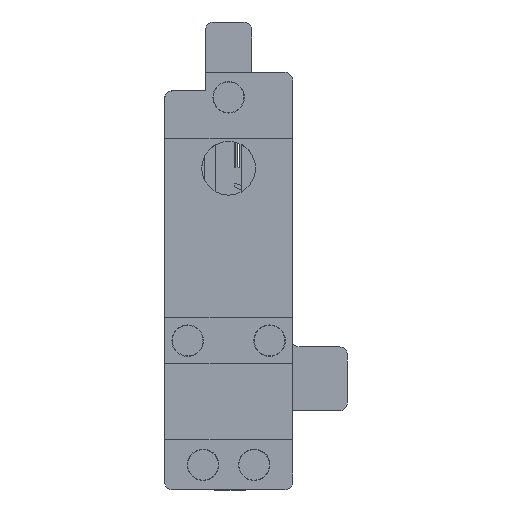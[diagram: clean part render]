
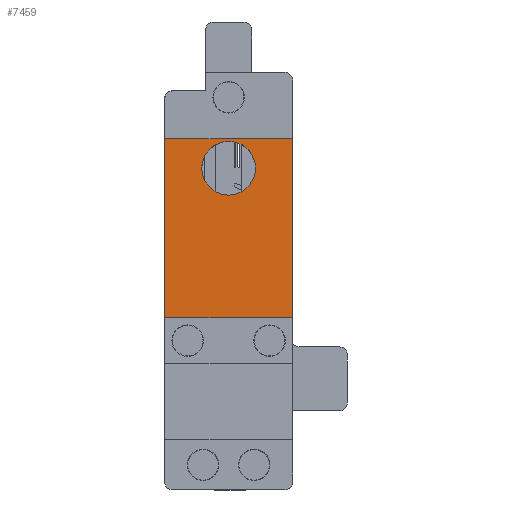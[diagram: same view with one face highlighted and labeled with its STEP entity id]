
A CAD part, front view. The second image highlights one B-rep face of the part: STEP entity #7459.
In plain terms, the highlighted planar face has unit normal (0, -1, 0).
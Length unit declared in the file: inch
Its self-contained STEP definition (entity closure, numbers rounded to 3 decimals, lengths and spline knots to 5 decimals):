
#44 = FACE_OUTER_BOUND ( 'NONE', #12501, .T. ) ;
#352 = DIRECTION ( 'NONE',  ( 0., 1., 0. ) ) ;
#451 = DIRECTION ( 'NONE',  ( 1., 0., 0. ) ) ;
#1048 = DIRECTION ( 'NONE',  ( 1., 0., 0. ) ) ;
#1366 = CARTESIAN_POINT ( 'NONE',  ( -0.11546, -0.17005, 0.20808 ) ) ;
#1722 = DIRECTION ( 'NONE',  ( 0., 0., -1. ) ) ;
#1821 = CARTESIAN_POINT ( 'NONE',  ( -0.36546, -0.17005, -0.14192 ) ) ;
#1935 = CARTESIAN_POINT ( 'NONE',  ( -0.11546, -0.17005, 0.55808 ) ) ;
#1955 = DIRECTION ( 'NONE',  ( 0., 0., 1. ) ) ;
#2123 = AXIS2_PLACEMENT_3D ( 'NONE', #13645, #7319, #1048 ) ;
#2386 = EDGE_CURVE ( 'NONE', #7704, #10627, #12929, .T. ) ;
#2767 = EDGE_CURVE ( 'NONE', #4699, #11240, #4334, .T. ) ;
#2850 = FACE_BOUND ( 'NONE', #3116, .T. ) ;
#2925 = EDGE_CURVE ( 'NONE', #10627, #4699, #10126, .T. ) ;
#2992 = VECTOR ( 'NONE', #9046, 39.37008 ) ;
#3032 = CIRCLE ( 'NONE', #12759, 0.105 ) ;
#3116 = EDGE_LOOP ( 'NONE', ( #11845, #13465 ) ) ;
#3298 = EDGE_CURVE ( 'NONE', #10161, #8235, #3032, .T. ) ;
#4031 = CIRCLE ( 'NONE', #2123, 0.105 ) ;
#4334 = LINE ( 'NONE', #9071, #11450 ) ;
#4626 = EDGE_CURVE ( 'NONE', #11240, #7704, #6102, .T. ) ;
#4699 = VERTEX_POINT ( 'NONE', #10255 ) ;
#4936 = CARTESIAN_POINT ( 'NONE',  ( -0.36546, -0.17005, 0.55808 ) ) ;
#5048 = ORIENTED_EDGE ( 'NONE', *, *, #4626, .F. ) ;
#5422 = CARTESIAN_POINT ( 'NONE',  ( 0.13454, -0.17005, -0.14192 ) ) ;
#5850 = CARTESIAN_POINT ( 'NONE',  ( -0.11546, -0.17005, -0.14192 ) ) ;
#6102 = LINE ( 'NONE', #5850, #2992 ) ;
#6740 = DIRECTION ( 'NONE',  ( 0., -1., 0. ) ) ;
#6960 = AXIS2_PLACEMENT_3D ( 'NONE', #1366, #352, #7680 ) ;
#7069 = CARTESIAN_POINT ( 'NONE',  ( -0.22046, -0.17005, 0.44208 ) ) ;
#7319 = DIRECTION ( 'NONE',  ( 0., -1., 0. ) ) ;
#7459 = ADVANCED_FACE ( 'NONE', ( #2850, #44 ), #10848, .F. ) ;
#7680 = DIRECTION ( 'NONE',  ( -1., 0., 0. ) ) ;
#7704 = VERTEX_POINT ( 'NONE', #1821 ) ;
#8235 = VERTEX_POINT ( 'NONE', #7069 ) ;
#8237 = CARTESIAN_POINT ( 'NONE',  ( -0.36546, -0.17005, 0.20808 ) ) ;
#8369 = ORIENTED_EDGE ( 'NONE', *, *, #2386, .F. ) ;
#9046 = DIRECTION ( 'NONE',  ( -1., 0., 0. ) ) ;
#9071 = CARTESIAN_POINT ( 'NONE',  ( 0.13454, -0.17005, 0.20808 ) ) ;
#9344 = CARTESIAN_POINT ( 'NONE',  ( -0.01046, -0.17005, 0.44208 ) ) ;
#9785 = VECTOR ( 'NONE', #13480, 39.37008 ) ;
#10126 = LINE ( 'NONE', #1935, #9785 ) ;
#10161 = VERTEX_POINT ( 'NONE', #9344 ) ;
#10255 = CARTESIAN_POINT ( 'NONE',  ( 0.13454, -0.17005, 0.55808 ) ) ;
#10470 = VECTOR ( 'NONE', #1955, 39.37008 ) ;
#10627 = VERTEX_POINT ( 'NONE', #4936 ) ;
#10848 = PLANE ( 'NONE',  #6960 ) ;
#11240 = VERTEX_POINT ( 'NONE', #5422 ) ;
#11450 = VECTOR ( 'NONE', #1722, 39.37008 ) ;
#11845 = ORIENTED_EDGE ( 'NONE', *, *, #3298, .F. ) ;
#12501 = EDGE_LOOP ( 'NONE', ( #13016, #12923, #8369, #5048 ) ) ;
#12759 = AXIS2_PLACEMENT_3D ( 'NONE', #13057, #6740, #451 ) ;
#12923 = ORIENTED_EDGE ( 'NONE', *, *, #2925, .F. ) ;
#12929 = LINE ( 'NONE', #8237, #10470 ) ;
#13016 = ORIENTED_EDGE ( 'NONE', *, *, #2767, .F. ) ;
#13057 = CARTESIAN_POINT ( 'NONE',  ( -0.11546, -0.17005, 0.44208 ) ) ;
#13332 = EDGE_CURVE ( 'NONE', #8235, #10161, #4031, .T. ) ;
#13465 = ORIENTED_EDGE ( 'NONE', *, *, #13332, .F. ) ;
#13480 = DIRECTION ( 'NONE',  ( 1., 0., 0. ) ) ;
#13645 = CARTESIAN_POINT ( 'NONE',  ( -0.11546, -0.17005, 0.44208 ) ) ;
